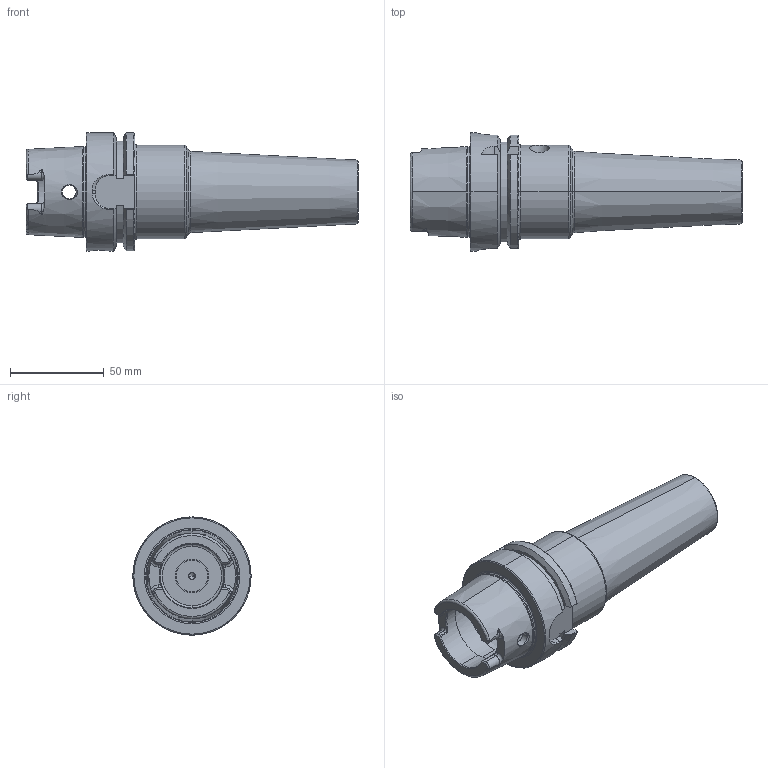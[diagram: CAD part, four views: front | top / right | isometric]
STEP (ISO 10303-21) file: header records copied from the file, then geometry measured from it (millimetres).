
FILE_DESCRIPTION((''),'2;1');
FILE_NAME('HSK63A-HMC3_4-5_71-158750','2018-07-06T',('user'),(''),'PRO/ENGINEER BY PARAMETRIC TECHNOLOGY CORPORATION, 2015200','PRO/ENGINEER BY PARAMETRIC TECHNOLOGY CORPORATION, 2015200','');
FILE_SCHEMA(('CONFIG_CONTROL_DESIGN'));
Length unit declared in the file: millimetre
Products named in the file (1): HSK63A-HMC3_4-5_71-158750
Bounding box: 177 x 63 x 63 mm (x, y, z)
Volume: 232206.2 mm3; surface area: 40097.7 mm2
Topology: 1 solids, 2 shells, 178 faces, 446 edges, 275 vertices
Faces by surface type: plane 63, cylinder 47, cone 37, torus 27, bspline 4
Entity records: 5996 total; most frequent: CARTESIAN_POINT 1749, ORIENTED_EDGE 884, DIRECTION 878, EDGE_CURVE 444, AXIS2_PLACEMENT_3D 342, VERTEX_POINT 275, VECTOR 194, LINE 194
